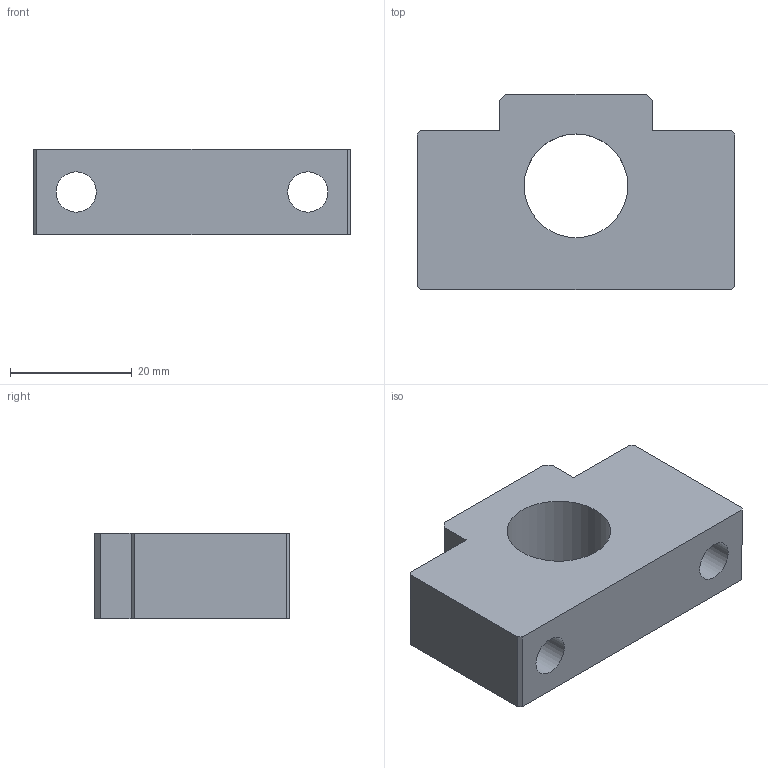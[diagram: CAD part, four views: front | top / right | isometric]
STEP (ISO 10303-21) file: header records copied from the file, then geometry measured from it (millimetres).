
FILE_DESCRIPTION (( 'STEP AP203' ), '1' );
FILE_NAME ('EF 08.STEP', '2014-10-29T00:52:58', ( 'john' ), ( '' ), 'SwSTEP 2.0', 'SolidWorks 2013', '' );
FILE_SCHEMA (( 'CONFIG_CONTROL_DESIGN' ));
Length unit declared in the file: millimetre
Products named in the file (1): EF 08
Bounding box: 52 x 32 x 14 mm (x, y, z)
Volume: 14590.5 mm3; surface area: 6887 mm2
Topology: 1 solids, 1 shells, 23 faces, 57 edges, 38 vertices
Faces by surface type: plane 18, cylinder 5
Full cylindrical faces by diameter (mm): 6.6 x2, 11 x2, 17 x1
Entity records: 745 total; most frequent: CARTESIAN_POINT 114, DIRECTION 110, ORIENTED_EDGE 104, EDGE_CURVE 52, VECTOR 42, LINE 42, VERTEX_POINT 38, EDGE_LOOP 36
